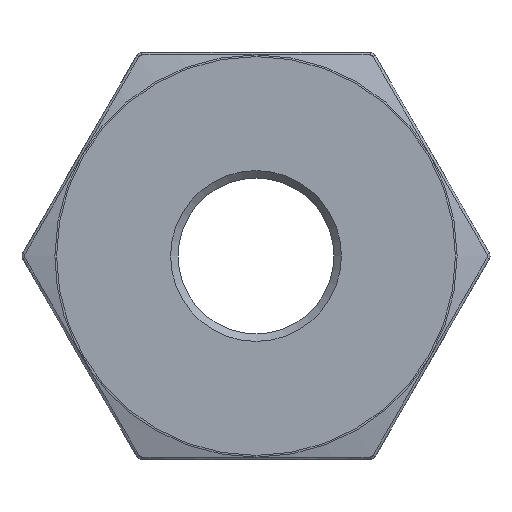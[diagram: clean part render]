
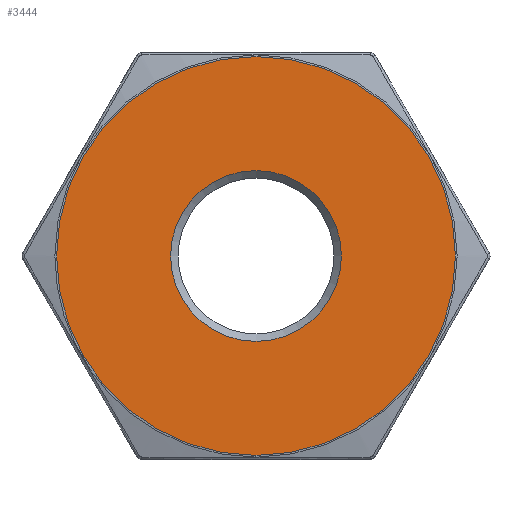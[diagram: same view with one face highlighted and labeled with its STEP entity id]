
A CAD part, left-side view. The second image highlights one B-rep face of the part: STEP entity #3444.
In plain terms, the highlighted planar face has unit normal (-1, 0, 0).
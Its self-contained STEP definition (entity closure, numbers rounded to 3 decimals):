
#199 = CARTESIAN_POINT ( 'NONE',  ( 0., 0., 0. ) ) ;
#610 = VERTEX_POINT ( 'NONE', #14496 ) ;
#1100 = CARTESIAN_POINT ( 'NONE',  ( 0., 0., 0. ) ) ;
#1147 = EDGE_CURVE ( 'NONE', #610, #610, #6199, .T. ) ;
#1175 = DIRECTION ( 'NONE',  ( 0., 0., 1. ) ) ;
#2166 = VERTEX_POINT ( 'NONE', #4838 ) ;
#2368 = ORIENTED_EDGE ( 'NONE', *, *, #4827, .T. ) ;
#3444 = ADVANCED_FACE ( 'NONE', ( #6501, #7738 ), #6257, .F. ) ;
#3727 = DIRECTION ( 'NONE',  ( -1., 0., 0. ) ) ;
#4654 = CIRCLE ( 'NONE', #10212, 30.868 ) ;
#4827 = EDGE_CURVE ( 'NONE', #2166, #2166, #4654, .T. ) ;
#4838 = CARTESIAN_POINT ( 'NONE',  ( 0., 30.868, 0. ) ) ;
#5181 = DIRECTION ( 'NONE',  ( 0., 1., 0. ) ) ;
#6199 = CIRCLE ( 'NONE', #11493, 13.22 ) ;
#6257 = PLANE ( 'NONE',  #6368 ) ;
#6368 = AXIS2_PLACEMENT_3D ( 'NONE', #199, #10136, #5181 ) ;
#6501 = FACE_OUTER_BOUND ( 'NONE', #15916, .T. ) ;
#7738 = FACE_BOUND ( 'NONE', #13353, .T. ) ;
#8612 = DIRECTION ( 'NONE',  ( 0., 1., 0. ) ) ;
#10136 = DIRECTION ( 'NONE',  ( 1., 0., 0. ) ) ;
#10212 = AXIS2_PLACEMENT_3D ( 'NONE', #13868, #3727, #8612 ) ;
#11456 = DIRECTION ( 'NONE',  ( -1., 0., 0. ) ) ;
#11493 = AXIS2_PLACEMENT_3D ( 'NONE', #1100, #11456, #1175 ) ;
#13353 = EDGE_LOOP ( 'NONE', ( #14635 ) ) ;
#13868 = CARTESIAN_POINT ( 'NONE',  ( 0., 0., 0. ) ) ;
#14496 = CARTESIAN_POINT ( 'NONE',  ( 0., 0., 13.22 ) ) ;
#14635 = ORIENTED_EDGE ( 'NONE', *, *, #1147, .F. ) ;
#15916 = EDGE_LOOP ( 'NONE', ( #2368 ) ) ;
